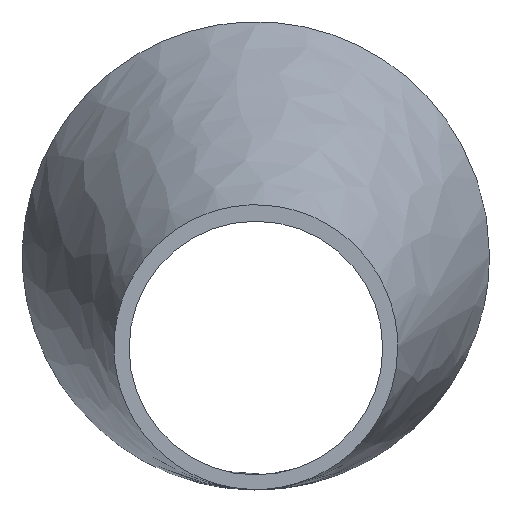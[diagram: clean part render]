
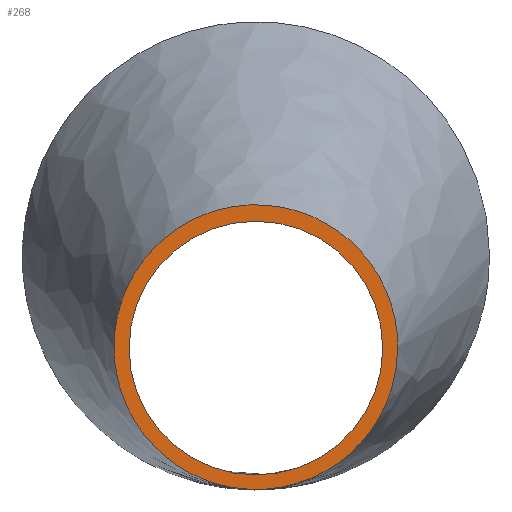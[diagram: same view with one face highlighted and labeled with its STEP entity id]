
A CAD part, top view. The second image highlights one B-rep face of the part: STEP entity #268.
In plain terms, the highlighted planar face has unit normal (0, 0, 1).
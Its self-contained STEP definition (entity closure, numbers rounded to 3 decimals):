
#194=CARTESIAN_POINT('',(17.55,0.,0.0));
#195=VERTEX_POINT('',#194);
#203=CARTESIAN_POINT('',(0.0,0.0,0.0));
#204=DIRECTION('',(0.0,0.0,-1.0));
#205=DIRECTION('',(-1.0,0.0,0.0));
#206=AXIS2_PLACEMENT_3D('',#203,#204,#205);
#207=CIRCLE('',#206,17.55);
#208=EDGE_CURVE('',#195,#195,#207,.T.);
#214=CARTESIAN_POINT('',(0.0,0.0,0.0));
#215=DIRECTION('',(0.0,0.0,-1.0));
#216=DIRECTION('',(-1.0,0.0,0.0));
#217=AXIS2_PLACEMENT_3D('',#214,#215,#216);
#218=PLANE('',#217);
#219=CARTESIAN_POINT('',(19.623,0.144,0.));
#220=VERTEX_POINT('',#219);
#221=CARTESIAN_POINT('',(19.623,0.144,0.));
#222=CARTESIAN_POINT('',(19.623,-2.162,0.));
#223=CARTESIAN_POINT('',(19.219,-4.454,0.));
#224=CARTESIAN_POINT('',(17.548,-9.036,0.));
#225=CARTESIAN_POINT('',(16.207,-11.253,0.));
#226=CARTESIAN_POINT('',(12.754,-15.04,0.));
#227=CARTESIAN_POINT('',(10.679,-16.576,0.));
#228=CARTESIAN_POINT('',(7.063,-18.287,0.));
#229=CARTESIAN_POINT('',(5.695,-18.758,0.));
#230=CARTESIAN_POINT('',(2.88,-19.39,0.));
#231=CARTESIAN_POINT('',(1.442,-19.55,0.));
#232=CARTESIAN_POINT('',(0.,-19.55,0.));
#233=CARTESIAN_POINT('',(-2.547,-19.55,0.));
#234=CARTESIAN_POINT('',(-5.069,-19.052,0.));
#235=CARTESIAN_POINT('',(-9.788,-17.116,0.));
#236=CARTESIAN_POINT('',(-11.938,-15.694,0.));
#237=CARTESIAN_POINT('',(-15.581,-12.099,0.));
#238=CARTESIAN_POINT('',(-17.037,-9.959,0.));
#239=CARTESIAN_POINT('',(-19.05,-5.234,0.));
#240=CARTESIAN_POINT('',(-19.587,-2.694,0.));
#241=CARTESIAN_POINT('',(-19.656,2.449,0.));
#242=CARTESIAN_POINT('',(-19.189,5.002,0.));
#243=CARTESIAN_POINT('',(-17.303,9.779,0.));
#244=CARTESIAN_POINT('',(-15.904,11.958,0.));
#245=CARTESIAN_POINT('',(-12.356,15.65,0.));
#246=CARTESIAN_POINT('',(-10.243,17.13,0.0));
#247=CARTESIAN_POINT('',(-5.572,19.191,0.0));
#248=CARTESIAN_POINT('',(-3.061,19.755,0.));
#249=CARTESIAN_POINT('',(2.035,19.889,0.));
#250=CARTESIAN_POINT('',(4.571,19.457,0.));
#251=CARTESIAN_POINT('',(9.341,17.645,0.));
#252=CARTESIAN_POINT('',(11.527,16.28,0.));
#253=CARTESIAN_POINT('',(15.261,12.784,0.));
#254=CARTESIAN_POINT('',(16.77,10.684,0.));
#255=CARTESIAN_POINT('',(18.904,6.018,0.));
#256=CARTESIAN_POINT('',(19.506,3.495,0.));
#257=CARTESIAN_POINT('',(19.618,0.666,0.));
#258=CARTESIAN_POINT('',(19.623,0.405,0.));
#259=CARTESIAN_POINT('',(19.623,0.144,0.));
#260=B_SPLINE_CURVE_WITH_KNOTS('',3,(#221,#222,#223,#224,#225,#226,#227,#228,#229,#230,#231,#232,#233,#234,#235,#236,#237,#238,#239,#240,#241,#242,#243,#244,#245,#246,#247,#248,#249,#250,#251,#252,#253,#254,#255,#256,#257,#258,#259),.UNSPECIFIED.,.T.,.U.,(4,2,2,2,2,3,2,2,2,2,2,2,2,2,2,2,2,2,4),(9.291,9.984,10.754,11.521,11.954,12.387,13.151,13.917,14.686,15.457,16.229,16.998,17.765,18.53,19.294,20.06,20.829,21.599,21.678),.UNSPECIFIED.);
#261=EDGE_CURVE('',#220,#220,#260,.T.);
#262=ORIENTED_EDGE('',*,*,#261,.F.);
#263=EDGE_LOOP('',(#262));
#264=FACE_OUTER_BOUND('',#263,.T.);
#265=ORIENTED_EDGE('',*,*,#208,.T.);
#266=EDGE_LOOP('',(#265));
#267=FACE_BOUND('',#266,.T.);
#268=ADVANCED_FACE('',(#264,#267),#218,.F.);
